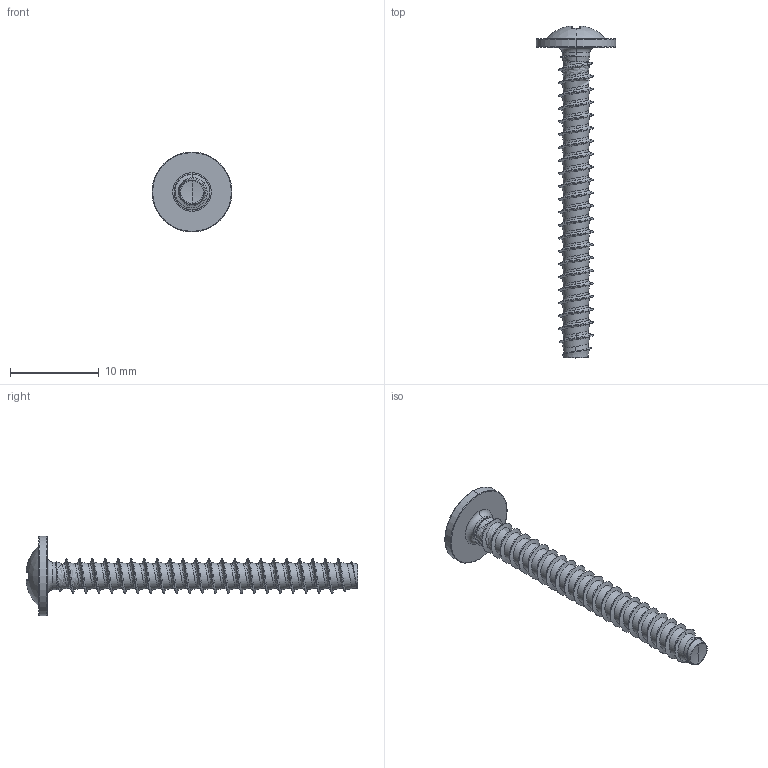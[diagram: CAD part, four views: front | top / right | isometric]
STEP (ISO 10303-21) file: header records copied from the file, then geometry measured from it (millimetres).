
FILE_DESCRIPTION (( 'STEP AP203' ), '1' );
FILE_NAME ('STP210400350.STEP', '2017-08-14T17:35:20', ( '' ), ( '' ), 'SwSTEP 2.0', 'SolidWorks 2015', '' );
FILE_SCHEMA (( 'CONFIG_CONTROL_DESIGN' ));
Products named in the file (1): STP210400350
Bounding box: 9 x 37.42 x 9 mm (x, y, z)
Volume: 341.6 mm3; surface area: 688.3 mm2
Topology: 1 solids, 1 shells, 217 faces, 534 edges, 320 vertices
Faces by surface type: cylinder 72, bspline 55, plane 31, torus 30, sphere 20, cone 9
Entity records: 38683 total; most frequent: CARTESIAN_POINT 34111, ORIENTED_EDGE 1064, DIRECTION 817, EDGE_CURVE 532, AXIS2_PLACEMENT_3D 350, VERTEX_POINT 320, EDGE_LOOP 220, FACE_OUTER_BOUND 217
